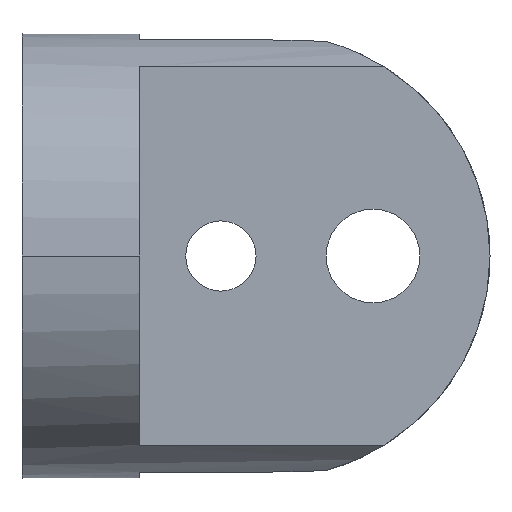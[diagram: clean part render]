
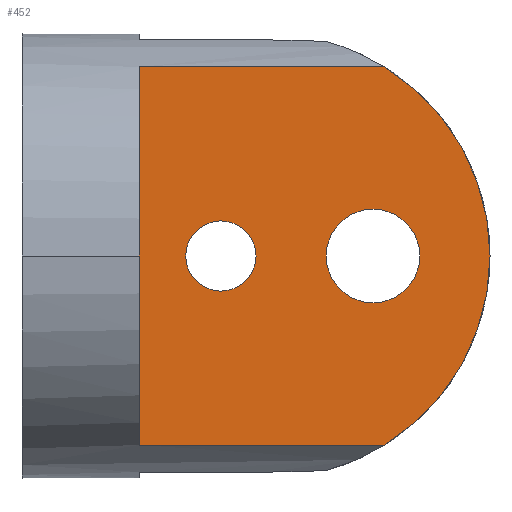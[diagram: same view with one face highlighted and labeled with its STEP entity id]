
A CAD part, left-side view. The second image highlights one B-rep face of the part: STEP entity #452.
In plain terms, the highlighted planar face has unit normal (-1, 0, 0).
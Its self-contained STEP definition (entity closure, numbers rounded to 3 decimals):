
#5 = FACE_OUTER_BOUND ( 'NONE', #836, .T. ) ;
#26 = CARTESIAN_POINT ( 'NONE',  ( -10., -10., -19. ) ) ;
#28 = DIRECTION ( 'NONE',  ( 0., -1., 0. ) ) ;
#43 = VECTOR ( 'NONE', #1101, 1000. ) ;
#99 = CARTESIAN_POINT ( 'NONE',  ( -10., -10., -16.155 ) ) ;
#100 = FACE_BOUND ( 'NONE', #1061, .T. ) ;
#101 = AXIS2_PLACEMENT_3D ( 'NONE', #26, #228, #1350 ) ;
#114 = VERTEX_POINT ( 'NONE', #806 ) ;
#121 = DIRECTION ( 'NONE',  ( 0., 1., 0. ) ) ;
#130 = EDGE_CURVE ( 'NONE', #1100, #1005, #1131, .T. ) ;
#150 = VERTEX_POINT ( 'NONE', #562 ) ;
#188 = ORIENTED_EDGE ( 'NONE', *, *, #317, .F. ) ;
#217 = DIRECTION ( 'NONE',  ( -1., 0., 0. ) ) ;
#228 = DIRECTION ( 'NONE',  ( 1., 0., 0. ) ) ;
#238 = EDGE_CURVE ( 'NONE', #886, #1100, #1312, .T. ) ;
#288 = ORIENTED_EDGE ( 'NONE', *, *, #1281, .T. ) ;
#301 = AXIS2_PLACEMENT_3D ( 'NONE', #1272, #718, #804 ) ;
#317 = EDGE_CURVE ( 'NONE', #893, #886, #1326, .T. ) ;
#334 = FACE_BOUND ( 'NONE', #1059, .T. ) ;
#340 = CARTESIAN_POINT ( 'NONE',  ( -10., -17., 0. ) ) ;
#357 = DIRECTION ( 'NONE',  ( 1., 0., 0. ) ) ;
#424 = CIRCLE ( 'NONE', #980, 3. ) ;
#449 = DIRECTION ( 'NONE',  ( 1., 0., 0. ) ) ;
#452 = ADVANCED_FACE ( 'NONE', ( #334, #100, #5 ), #1336, .F. ) ;
#454 = DIRECTION ( 'NONE',  ( 0., 1., 0. ) ) ;
#463 = CARTESIAN_POINT ( 'NONE',  ( -10., -21., 0. ) ) ;
#472 = ORIENTED_EDGE ( 'NONE', *, *, #830, .T. ) ;
#532 = CARTESIAN_POINT ( 'NONE',  ( -10., -10., -19. ) ) ;
#562 = CARTESIAN_POINT ( 'NONE',  ( -10., -30., 4. ) ) ;
#568 = VECTOR ( 'NONE', #28, 1000. ) ;
#586 = CARTESIAN_POINT ( 'NONE',  ( -10., -31., 16.155 ) ) ;
#587 = ORIENTED_EDGE ( 'NONE', *, *, #813, .T. ) ;
#608 = CIRCLE ( 'NONE', #1140, 3. ) ;
#622 = EDGE_CURVE ( 'NONE', #687, #150, #691, .T. ) ;
#637 = ORIENTED_EDGE ( 'NONE', *, *, #622, .T. ) ;
#647 = CARTESIAN_POINT ( 'NONE',  ( -10., -40., 16.155 ) ) ;
#654 = CARTESIAN_POINT ( 'NONE',  ( -10., -17., 0. ) ) ;
#687 = VERTEX_POINT ( 'NONE', #1206 ) ;
#691 = CIRCLE ( 'NONE', #301, 4. ) ;
#718 = DIRECTION ( 'NONE',  ( 1., 0., 0. ) ) ;
#748 = VERTEX_POINT ( 'NONE', #1184 ) ;
#768 = CARTESIAN_POINT ( 'NONE',  ( -10., -30., 0. ) ) ;
#804 = DIRECTION ( 'NONE',  ( 0., 1., 0. ) ) ;
#806 = CARTESIAN_POINT ( 'NONE',  ( -10., -17., 3. ) ) ;
#813 = EDGE_CURVE ( 'NONE', #748, #114, #608, .T. ) ;
#830 = EDGE_CURVE ( 'NONE', #893, #1005, #928, .T. ) ;
#836 = EDGE_LOOP ( 'NONE', ( #188, #472, #1226, #1275 ) ) ;
#841 = EDGE_CURVE ( 'NONE', #150, #687, #1351, .T. ) ;
#862 = AXIS2_PLACEMENT_3D ( 'NONE', #463, #217, #121 ) ;
#871 = CARTESIAN_POINT ( 'NONE',  ( -10., -40., -16.155 ) ) ;
#886 = VERTEX_POINT ( 'NONE', #99 ) ;
#893 = VERTEX_POINT ( 'NONE', #908 ) ;
#908 = CARTESIAN_POINT ( 'NONE',  ( -10., -31., -16.155 ) ) ;
#928 = CIRCLE ( 'NONE', #862, 19. ) ;
#980 = AXIS2_PLACEMENT_3D ( 'NONE', #654, #1327, #1217 ) ;
#1005 = VERTEX_POINT ( 'NONE', #586 ) ;
#1059 = EDGE_LOOP ( 'NONE', ( #587, #288 ) ) ;
#1061 = EDGE_LOOP ( 'NONE', ( #637, #1309 ) ) ;
#1069 = AXIS2_PLACEMENT_3D ( 'NONE', #768, #357, #1347 ) ;
#1073 = DIRECTION ( 'NONE',  ( 0., 0., 1. ) ) ;
#1100 = VERTEX_POINT ( 'NONE', #1423 ) ;
#1101 = DIRECTION ( 'NONE',  ( 0., 1., 0. ) ) ;
#1131 = LINE ( 'NONE', #647, #568 ) ;
#1140 = AXIS2_PLACEMENT_3D ( 'NONE', #340, #449, #454 ) ;
#1184 = CARTESIAN_POINT ( 'NONE',  ( -10., -17., -3. ) ) ;
#1206 = CARTESIAN_POINT ( 'NONE',  ( -10., -30., -4. ) ) ;
#1217 = DIRECTION ( 'NONE',  ( 0., 1., 0. ) ) ;
#1226 = ORIENTED_EDGE ( 'NONE', *, *, #130, .F. ) ;
#1272 = CARTESIAN_POINT ( 'NONE',  ( -10., -30., 0. ) ) ;
#1275 = ORIENTED_EDGE ( 'NONE', *, *, #238, .F. ) ;
#1281 = EDGE_CURVE ( 'NONE', #114, #748, #424, .T. ) ;
#1309 = ORIENTED_EDGE ( 'NONE', *, *, #841, .T. ) ;
#1312 = LINE ( 'NONE', #532, #1338 ) ;
#1326 = LINE ( 'NONE', #871, #43 ) ;
#1327 = DIRECTION ( 'NONE',  ( 1., 0., 0. ) ) ;
#1336 = PLANE ( 'NONE',  #101 ) ;
#1338 = VECTOR ( 'NONE', #1073, 1000. ) ;
#1347 = DIRECTION ( 'NONE',  ( 0., 1., 0. ) ) ;
#1350 = DIRECTION ( 'NONE',  ( 0., 1., 0. ) ) ;
#1351 = CIRCLE ( 'NONE', #1069, 4. ) ;
#1423 = CARTESIAN_POINT ( 'NONE',  ( -10., -10., 16.155 ) ) ;
